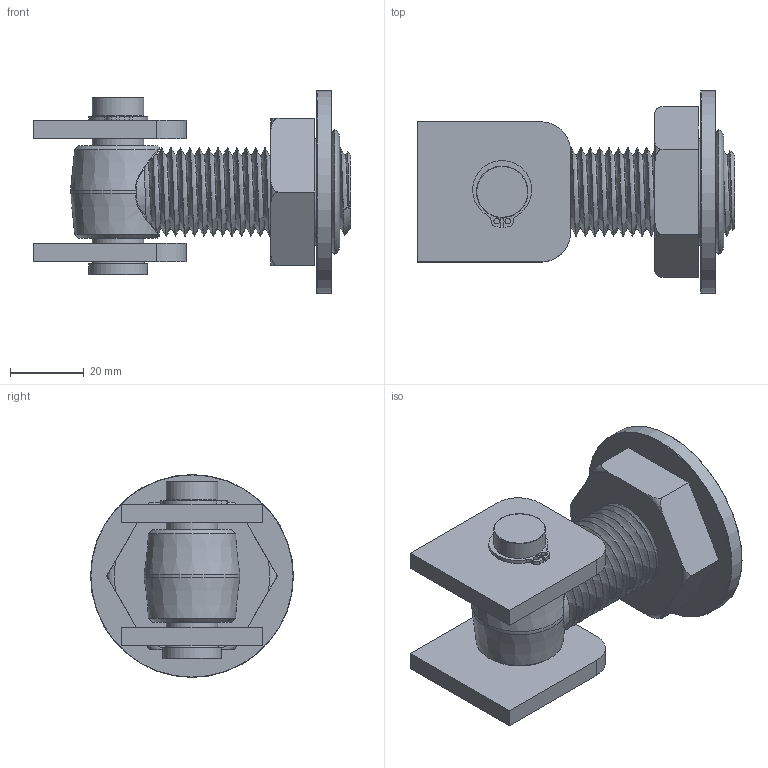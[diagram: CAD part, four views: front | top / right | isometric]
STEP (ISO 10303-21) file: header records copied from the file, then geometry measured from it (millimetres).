
FILE_DESCRIPTION(/* description */ (''),/* implementation_level */ '2;1');
FILE_NAME(/* name */ '25243SO.stp',/* time_stamp */ '2019-08-05T14:37:01+02:00',/* author */ ('Marc'),/* organization */ (''),/* preprocessor_version */ 'ST-DEVELOPER v17.2',/* originating_system */ 'Autodesk Inventor 2019',/* authorisation */ '');
FILE_SCHEMA (('AUTOMOTIVE_DESIGN { 1 0 10303 214 3 1 1 }'));
Length unit declared in the file: millimetre
Products named in the file (7): 25243; 25165-1; 25165-3; NF E 22-163 - 13x1; 25223-3; 25223-2; 25243-2
Assembly tree (7 placements, depth 2):
  25243
    25165-1
    25165-3
    NF E 22-163 - 13x1
    25223-3
    25223-2
    25243-2  x2
Bounding box: 86 x 55 x 55 mm (x, y, z)
Volume: 69616.5 mm3; surface area: 31575.4 mm2
Topology: 7 solids, 7 shells, 132 faces, 340 edges, 221 vertices
Faces by surface type: cylinder 54, plane 37, torus 18, bspline 16, cone 7
Full cylindrical faces by diameter (mm): 1.5 x2, 12 x1, 14 x2, 14.1 x1, 14.2 x2, 16 x1, 20.752 x1, 24 x20, 29 x1, 30 x1, 55 x1
Entity records: 8692 total; most frequent: CARTESIAN_POINT 5575, ORIENTED_EDGE 636, DIRECTION 530, EDGE_CURVE 318, AXIS2_PLACEMENT_3D 220, VERTEX_POINT 206, EDGE_LOOP 140, B_SPLINE_CURVE_WITH_KNOTS 129
